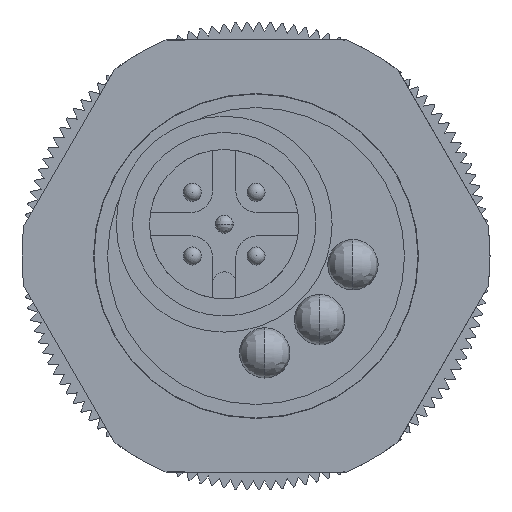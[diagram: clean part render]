
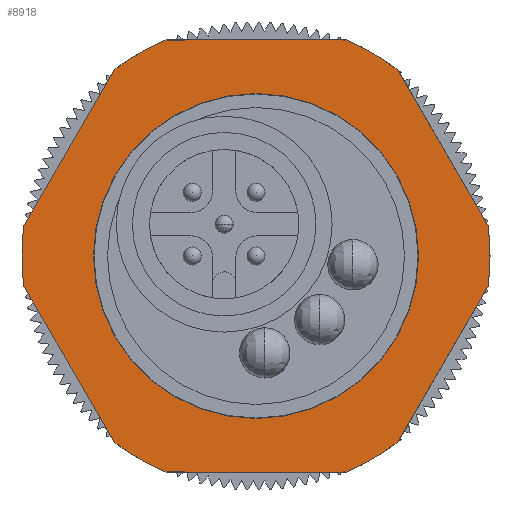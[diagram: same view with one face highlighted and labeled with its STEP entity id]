
A CAD part, left-side view. The second image highlights one B-rep face of the part: STEP entity #8918.
In plain terms, the highlighted face is planar.
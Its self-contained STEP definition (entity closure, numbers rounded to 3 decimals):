
#1882 = DIRECTION ( 'NONE',  ( 0., 1., 0. ) ) ;
#1883 = DIRECTION ( 'NONE',  ( -1., 0., 0. ) ) ;
#1884 = CARTESIAN_POINT ( 'NONE',  ( 0., 0., 0. ) ) ;
#1885 = AXIS2_PLACEMENT_3D ( 'NONE', #1884, #1883, #1882 ) ;
#1886 = CIRCLE ( 'NONE', #1885, 13. ) ;
#1901 = CARTESIAN_POINT ( 'NONE',  ( 0., 13., 0. ) ) ;
#1929 = CARTESIAN_POINT ( 'NONE',  ( 0., 12.892, -1.67 ) ) ;
#7614 = ORIENTED_EDGE ( 'NONE', *, *, #17755, .T. ) ;
#7628 = ORIENTED_EDGE ( 'NONE', *, *, #17758, .T. ) ;
#7630 = EDGE_LOOP ( 'NONE', ( #7631, #7660 ) ) ;
#7631 = ORIENTED_EDGE ( 'NONE', *, *, #9767, .T. ) ;
#7632 = EDGE_CURVE ( 'NONE', #9770, #9753, #11013, .T. ) ;
#7660 = ORIENTED_EDGE ( 'NONE', *, *, #7632, .T. ) ;
#7666 = ORIENTED_EDGE ( 'NONE', *, *, #17701, .T. ) ;
#8491 = VERTEX_POINT ( 'NONE', #12065 ) ;
#8495 = EDGE_CURVE ( 'NONE', #17877, #8491, #12064, .T. ) ;
#8555 = EDGE_CURVE ( 'NONE', #8556, #17506, #12173, .T. ) ;
#8556 = VERTEX_POINT ( 'NONE', #12169 ) ;
#8599 = VERTEX_POINT ( 'NONE', #12224 ) ;
#8603 = EDGE_CURVE ( 'NONE', #8491, #8599, #12219, .T. ) ;
#8918 = ADVANCED_FACE ( 'NONE', ( #12711, #12710 ), #12709, .T. ) ;
#8919 = ORIENTED_EDGE ( 'NONE', *, *, #17928, .T. ) ;
#8920 = ORIENTED_EDGE ( 'NONE', *, *, #8495, .T. ) ;
#8923 = ORIENTED_EDGE ( 'NONE', *, *, #8603, .T. ) ;
#8924 = ORIENTED_EDGE ( 'NONE', *, *, #8925, .F. ) ;
#8925 = EDGE_CURVE ( 'NONE', #12429, #8599, #12704, .T. ) ;
#8927 = ORIENTED_EDGE ( 'NONE', *, *, #12415, .F. ) ;
#8928 = ORIENTED_EDGE ( 'NONE', *, *, #8929, .F. ) ;
#8929 = EDGE_CURVE ( 'NONE', #8556, #12406, #12700, .T. ) ;
#8930 = ORIENTED_EDGE ( 'NONE', *, *, #8555, .T. ) ;
#8932 = ORIENTED_EDGE ( 'NONE', *, *, #17462, .T. ) ;
#8933 = ORIENTED_EDGE ( 'NONE', *, *, #17578, .T. ) ;
#8934 = ORIENTED_EDGE ( 'NONE', *, *, #17661, .T. ) ;
#9004 = EDGE_LOOP ( 'NONE', ( #8919, #8920, #8923, #8924, #8927, #8928, #8930, #8932, #8933, #8934, #7666, #7614, #7628 ) ) ;
#9753 = VERTEX_POINT ( 'NONE', #14206 ) ;
#9767 = EDGE_CURVE ( 'NONE', #9753, #9770, #14252, .T. ) ;
#9770 = VERTEX_POINT ( 'NONE', #14247 ) ;
#11009 = DIRECTION ( 'NONE',  ( 0., 1., 0. ) ) ;
#11010 = DIRECTION ( 'NONE',  ( -1., 0., 0. ) ) ;
#11011 = CARTESIAN_POINT ( 'NONE',  ( 0., 0., 0. ) ) ;
#11012 = AXIS2_PLACEMENT_3D ( 'NONE', #11011, #11010, #11009 ) ;
#11013 = CIRCLE ( 'NONE', #11012, 9.025 ) ;
#12061 = DIRECTION ( 'NONE',  ( 0., 1., 0. ) ) ;
#12062 = VECTOR ( 'NONE', #12061, 1000. ) ;
#12063 = CARTESIAN_POINT ( 'NONE',  ( 0., 0., -12. ) ) ;
#12064 = LINE ( 'NONE', #12063, #12062 ) ;
#12065 = CARTESIAN_POINT ( 'NONE',  ( 0., 5., -12. ) ) ;
#12169 = CARTESIAN_POINT ( 'NONE',  ( 0., 12.892, 1.67 ) ) ;
#12170 = DIRECTION ( 'NONE',  ( 0., -0.5, 0.866 ) ) ;
#12171 = VECTOR ( 'NONE', #12170, 1000. ) ;
#12172 = CARTESIAN_POINT ( 'NONE',  ( 0., 12.892, 1.67 ) ) ;
#12173 = LINE ( 'NONE', #12172, #12171 ) ;
#12215 = DIRECTION ( 'NONE',  ( 0., 1., 0. ) ) ;
#12216 = DIRECTION ( 'NONE',  ( 1., 0., 0. ) ) ;
#12217 = CARTESIAN_POINT ( 'NONE',  ( 0., 0., 0. ) ) ;
#12218 = AXIS2_PLACEMENT_3D ( 'NONE', #12217, #12216, #12215 ) ;
#12219 = CIRCLE ( 'NONE', #12218, 13. ) ;
#12224 = CARTESIAN_POINT ( 'NONE',  ( 0., 7.892, -10.33 ) ) ;
#12406 = VERTEX_POINT ( 'NONE', #1901 ) ;
#12415 = EDGE_CURVE ( 'NONE', #12406, #12429, #1886, .T. ) ;
#12429 = VERTEX_POINT ( 'NONE', #1929 ) ;
#12696 = DIRECTION ( 'NONE',  ( 0., 1., 0. ) ) ;
#12697 = DIRECTION ( 'NONE',  ( -1., 0., 0. ) ) ;
#12698 = CARTESIAN_POINT ( 'NONE',  ( 0., 0., 0. ) ) ;
#12699 = AXIS2_PLACEMENT_3D ( 'NONE', #12698, #12697, #12696 ) ;
#12700 = CIRCLE ( 'NONE', #12699, 13. ) ;
#12701 = DIRECTION ( 'NONE',  ( 0., -0.5, -0.866 ) ) ;
#12702 = VECTOR ( 'NONE', #12701, 1000. ) ;
#12703 = CARTESIAN_POINT ( 'NONE',  ( 0., 6.928, -12. ) ) ;
#12704 = LINE ( 'NONE', #12703, #12702 ) ;
#12705 = DIRECTION ( 'NONE',  ( 0., 1., 0. ) ) ;
#12706 = DIRECTION ( 'NONE',  ( 1., 0., 0. ) ) ;
#12707 = CARTESIAN_POINT ( 'NONE',  ( 0., 0., 0. ) ) ;
#12708 = AXIS2_PLACEMENT_3D ( 'NONE', #12707, #12706, #12705 ) ;
#12709 = PLANE ( 'NONE',  #12708 ) ;
#12710 = FACE_BOUND ( 'NONE', #7630, .T. ) ;
#12711 = FACE_OUTER_BOUND ( 'NONE', #9004, .T. ) ;
#14206 = CARTESIAN_POINT ( 'NONE',  ( 0., 9.025, 0. ) ) ;
#14247 = CARTESIAN_POINT ( 'NONE',  ( 0., -9.025, 0. ) ) ;
#14248 = DIRECTION ( 'NONE',  ( 0., 1., 0. ) ) ;
#14249 = DIRECTION ( 'NONE',  ( -1., 0., 0. ) ) ;
#14250 = CARTESIAN_POINT ( 'NONE',  ( 0., 0., 0. ) ) ;
#14251 = AXIS2_PLACEMENT_3D ( 'NONE', #14250, #14249, #14248 ) ;
#14252 = CIRCLE ( 'NONE', #14251, 9.025 ) ;
#17410 = VERTEX_POINT ( 'NONE', #18110 ) ;
#17462 = EDGE_CURVE ( 'NONE', #17506, #17410, #18179, .T. ) ;
#17506 = VERTEX_POINT ( 'NONE', #18225 ) ;
#17578 = EDGE_CURVE ( 'NONE', #17410, #17695, #18328, .T. ) ;
#17661 = EDGE_CURVE ( 'NONE', #17695, #17671, #18445, .T. ) ;
#17671 = VERTEX_POINT ( 'NONE', #18496 ) ;
#17695 = VERTEX_POINT ( 'NONE', #18526 ) ;
#17698 = VERTEX_POINT ( 'NONE', #18515 ) ;
#17701 = EDGE_CURVE ( 'NONE', #17671, #17698, #18514, .T. ) ;
#17742 = VERTEX_POINT ( 'NONE', #18593 ) ;
#17749 = VERTEX_POINT ( 'NONE', #18586 ) ;
#17755 = EDGE_CURVE ( 'NONE', #17698, #17749, #18585, .T. ) ;
#17758 = EDGE_CURVE ( 'NONE', #17749, #17742, #18576, .T. ) ;
#17877 = VERTEX_POINT ( 'NONE', #18695 ) ;
#17928 = EDGE_CURVE ( 'NONE', #17742, #17877, #18763, .T. ) ;
#18110 = CARTESIAN_POINT ( 'NONE',  ( 0., 5., 12. ) ) ;
#18116 = CARTESIAN_POINT ( 'NONE',  ( 0., 0., 0. ) ) ;
#18176 = DIRECTION ( 'NONE',  ( 0., 1., 0. ) ) ;
#18177 = DIRECTION ( 'NONE',  ( 1., 0., 0. ) ) ;
#18178 = AXIS2_PLACEMENT_3D ( 'NONE', #18116, #18177, #18176 ) ;
#18179 = CIRCLE ( 'NONE', #18178, 13. ) ;
#18225 = CARTESIAN_POINT ( 'NONE',  ( 0., 7.892, 10.33 ) ) ;
#18325 = DIRECTION ( 'NONE',  ( 0., -1., 0. ) ) ;
#18326 = VECTOR ( 'NONE', #18325, 1000. ) ;
#18327 = CARTESIAN_POINT ( 'NONE',  ( 0., 0., 12. ) ) ;
#18328 = LINE ( 'NONE', #18327, #18326 ) ;
#18441 = DIRECTION ( 'NONE',  ( 0., 1., 0. ) ) ;
#18442 = DIRECTION ( 'NONE',  ( 1., 0., 0. ) ) ;
#18443 = CARTESIAN_POINT ( 'NONE',  ( 0., 0., 0. ) ) ;
#18444 = AXIS2_PLACEMENT_3D ( 'NONE', #18443, #18442, #18441 ) ;
#18445 = CIRCLE ( 'NONE', #18444, 13. ) ;
#18496 = CARTESIAN_POINT ( 'NONE',  ( 0., -7.892, 10.33 ) ) ;
#18511 = DIRECTION ( 'NONE',  ( 0., -0.5, -0.866 ) ) ;
#18512 = VECTOR ( 'NONE', #18511, 1000. ) ;
#18513 = CARTESIAN_POINT ( 'NONE',  ( 0., -7.892, 10.33 ) ) ;
#18514 = LINE ( 'NONE', #18513, #18512 ) ;
#18515 = CARTESIAN_POINT ( 'NONE',  ( 0., -12.892, 1.67 ) ) ;
#18526 = CARTESIAN_POINT ( 'NONE',  ( 0., -5., 12. ) ) ;
#18573 = DIRECTION ( 'NONE',  ( 0., 0.5, -0.866 ) ) ;
#18574 = VECTOR ( 'NONE', #18573, 1000. ) ;
#18575 = CARTESIAN_POINT ( 'NONE',  ( 0., -12.892, -1.67 ) ) ;
#18576 = LINE ( 'NONE', #18575, #18574 ) ;
#18581 = DIRECTION ( 'NONE',  ( 0., 1., 0. ) ) ;
#18582 = DIRECTION ( 'NONE',  ( 1., 0., 0. ) ) ;
#18583 = CARTESIAN_POINT ( 'NONE',  ( 0., 0., 0. ) ) ;
#18584 = AXIS2_PLACEMENT_3D ( 'NONE', #18583, #18582, #18581 ) ;
#18585 = CIRCLE ( 'NONE', #18584, 13. ) ;
#18586 = CARTESIAN_POINT ( 'NONE',  ( 0., -12.892, -1.67 ) ) ;
#18593 = CARTESIAN_POINT ( 'NONE',  ( 0., -7.892, -10.33 ) ) ;
#18695 = CARTESIAN_POINT ( 'NONE',  ( 0., -5., -12. ) ) ;
#18759 = DIRECTION ( 'NONE',  ( 0., 1., 0. ) ) ;
#18760 = DIRECTION ( 'NONE',  ( 1., 0., 0. ) ) ;
#18761 = CARTESIAN_POINT ( 'NONE',  ( 0., 0., 0. ) ) ;
#18762 = AXIS2_PLACEMENT_3D ( 'NONE', #18761, #18760, #18759 ) ;
#18763 = CIRCLE ( 'NONE', #18762, 13. ) ;
